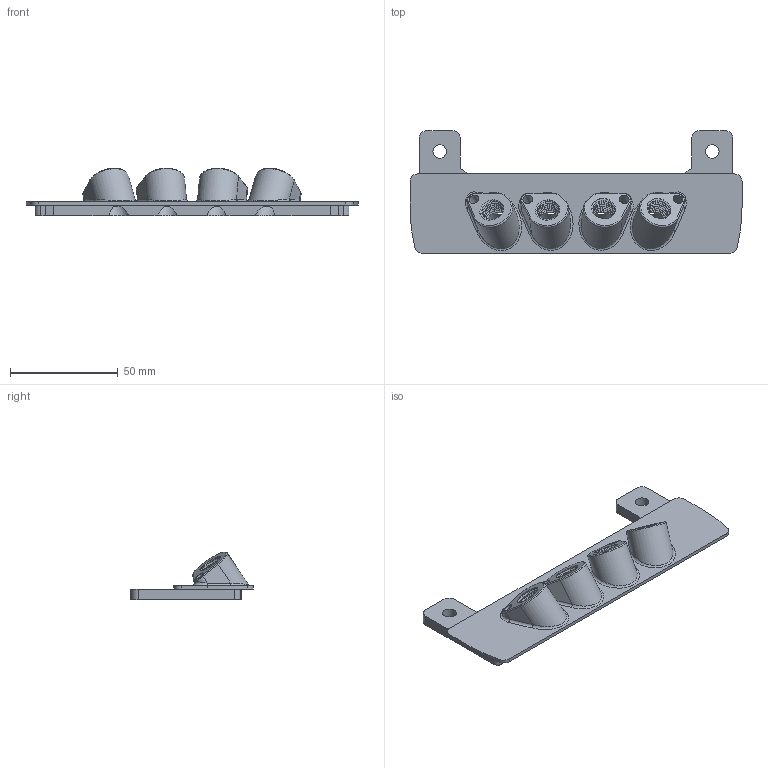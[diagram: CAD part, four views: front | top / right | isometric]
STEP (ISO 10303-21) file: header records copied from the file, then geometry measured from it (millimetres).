
FILE_DESCRIPTION(('Open CASCADE Model'),'2;1');
FILE_NAME('Open CASCADE Shape Model','2024-08-27T16:24:42',('Author'),( 'Open CASCADE'),'Open CASCADE STEP processor 7.7','Open CASCADE 7.7' ,'Unknown');
FILE_SCHEMA(('AUTOMOTIVE_DESIGN { 1 0 10303 214 1 1 1 1 }'));
Length unit declared in the file: millimetre
Products named in the file (1): Open CASCADE STEP translator 7.7 4
Bounding box: 154 x 56.8 x 22.1 mm (x, y, z)
Volume: 41666.2 mm3; surface area: 22189.8 mm2
Topology: 1 solids, 1 shells, 210 faces, 540 edges, 342 vertices
Faces by surface type: plane 84, cylinder 76, bspline 34, torus 16
Full cylindrical faces by diameter (mm): 4.7 x6, 6.3 x2, 10.576 x28
Entity records: 37552 total; most frequent: CARTESIAN_POINT 27505, DIRECTION 1610, ORIENTED_EDGE 1080, PCURVE 1080, DEFINITIONAL_REPRESENTATION 1080, LINE 952, VECTOR 952, EDGE_CURVE 540
